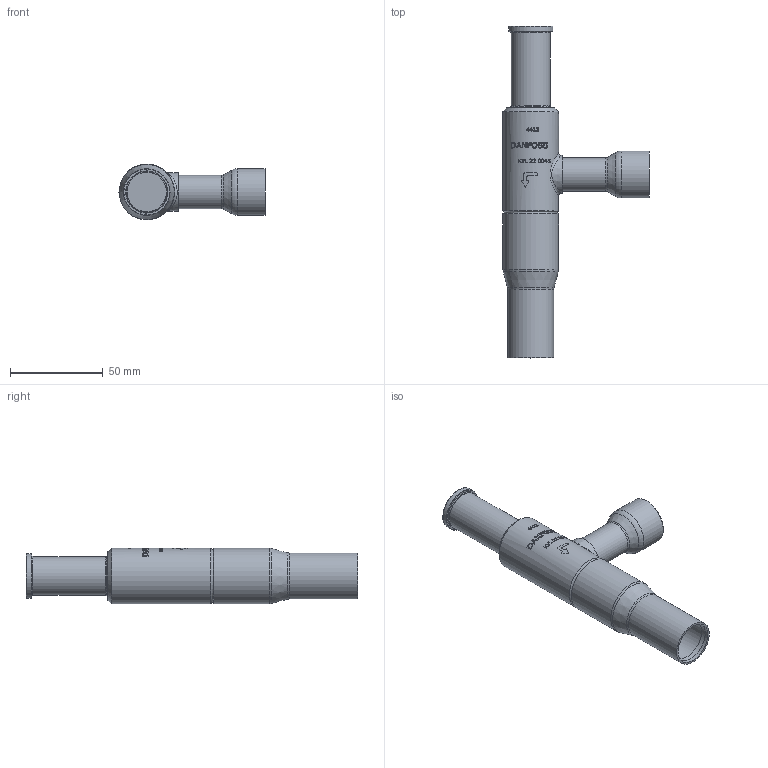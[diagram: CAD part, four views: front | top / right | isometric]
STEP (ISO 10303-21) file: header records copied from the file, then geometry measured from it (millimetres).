
FILE_DESCRIPTION((''),'2;1');
FILE_NAME('WEB034L0045.step','2016-12-06T08:02:27',(''),(''),'Autodesk Inventor 2012','Autodesk Inventor 2012','');
FILE_SCHEMA(('AUTOMOTIVE_DESIGN { 1 2 10303 214 0 1 1 1 }'));
Length unit declared in the file: millimetre
Products named in the file (1): WEB034L0045
Bounding box: 78.9 x 179.35 x 30.01 mm (x, y, z)
Volume: 96554.6 mm3; surface area: 24048.4 mm2
Topology: 1 solids, 1 shells, 354 faces, 929 edges, 617 vertices
Faces by surface type: plane 167, bspline 116, cylinder 52, cone 12, torus 7
Full cylindrical faces by diameter (mm): 18 x1, 21 x1, 21.3 x1, 21.6 x1, 22 x1, 22.35 x2, 22.8 x2, 24 x1, 24.8 x1, 25.35 x1, 30 x2
Entity records: 13465 total; most frequent: CARTESIAN_POINT 5412, ORIENTED_EDGE 1770, DIRECTION 1350, EDGE_CURVE 885, VERTEX_POINT 604, AXIS2_PLACEMENT_3D 474, EDGE_LOOP 425, VECTOR 402
